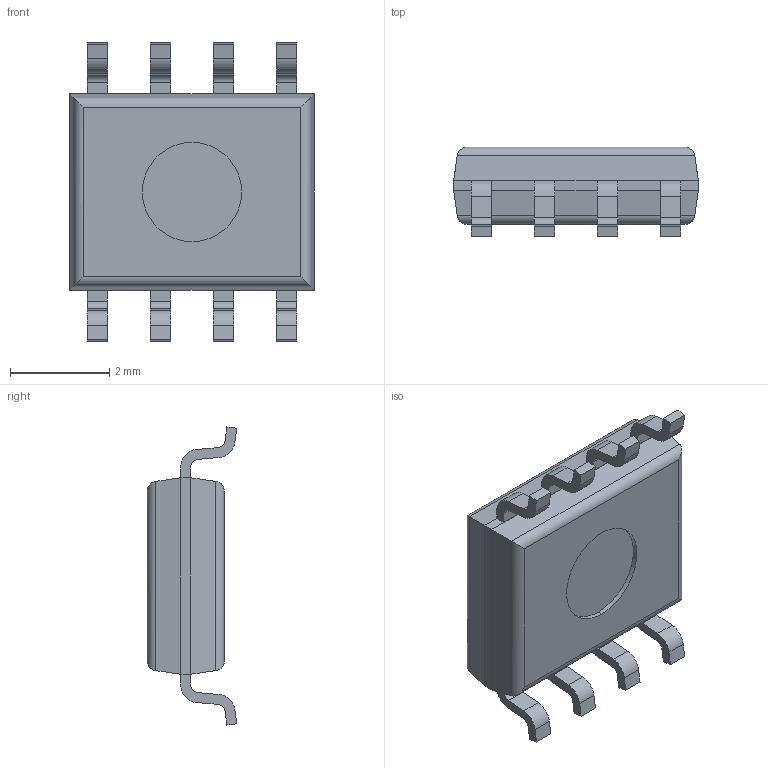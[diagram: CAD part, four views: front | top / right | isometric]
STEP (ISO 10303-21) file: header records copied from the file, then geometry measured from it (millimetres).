
FILE_DESCRIPTION (( 'STEP AP214' ), '1' );
FILE_NAME ('FAN7390MX.STEP', '2018-06-01T08:11:06', ( '' ), ( '' ), 'SwSTEP 2.0', 'SolidWorks 2017', '' );
FILE_SCHEMA (( 'AUTOMOTIVE_DESIGN' ));
Length unit declared in the file: millimetre
Products named in the file (1): FAN7390MX
Bounding box: 4.92 x 1.8 x 6 mm (x, y, z)
Volume: 29.5 mm3; surface area: 78.9 mm2
Topology: 9 solids, 9 shells, 140 faces, 344 edges, 224 vertices
Faces by surface type: plane 96, cylinder 44
Entity records: 5276 total; most frequent: CARTESIAN_POINT 733, DIRECTION 690, ORIENTED_EDGE 688, EDGE_CURVE 344, VECTOR 264, LINE 264, VERTEX_POINT 224, AXIS2_PLACEMENT_3D 213
